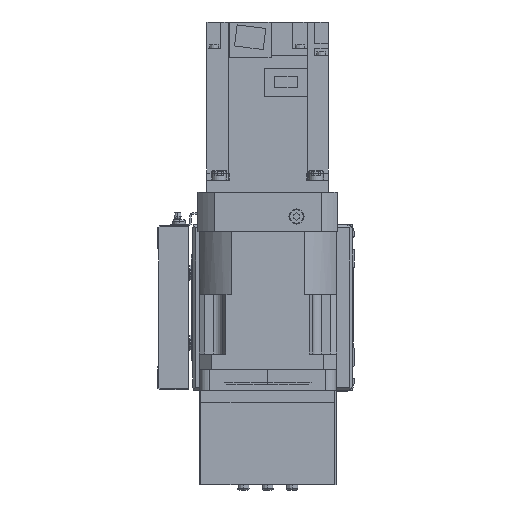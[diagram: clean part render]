
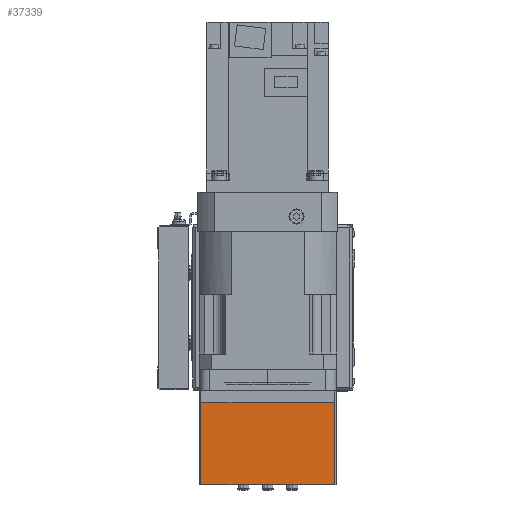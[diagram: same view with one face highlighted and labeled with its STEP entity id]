
A CAD part, left-side view. The second image highlights one B-rep face of the part: STEP entity #37339.
In plain terms, the highlighted planar face has unit normal (-1, 0, 0).
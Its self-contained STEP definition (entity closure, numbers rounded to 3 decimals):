
#1456 = CARTESIAN_POINT ( 'NONE',  ( -99.5, 100.1, -116.5 ) ) ;
#2797 = CARTESIAN_POINT ( 'NONE',  ( -99.5, 100.1, -116.5 ) ) ;
#3054 = DIRECTION ( 'NONE',  ( 0., 0., 1. ) ) ;
#3584 = CARTESIAN_POINT ( 'NONE',  ( -99.5, 100.1, -62.5 ) ) ;
#4089 = CARTESIAN_POINT ( 'NONE',  ( -99.5, 12.1, -116.5 ) ) ;
#4672 = PLANE ( 'NONE',  #42620 ) ;
#5361 = VERTEX_POINT ( 'NONE', #35458 ) ;
#7988 = ORIENTED_EDGE ( 'NONE', *, *, #12724, .T. ) ;
#10745 = ORIENTED_EDGE ( 'NONE', *, *, #11079, .T. ) ;
#11079 = EDGE_CURVE ( 'NONE', #26842, #5361, #38306, .T. ) ;
#12333 = CARTESIAN_POINT ( 'NONE',  ( -99.5, 12.1, -116.5 ) ) ;
#12380 = CARTESIAN_POINT ( 'NONE',  ( -99.5, 100.1, -116.5 ) ) ;
#12724 = EDGE_CURVE ( 'NONE', #50059, #26842, #28077, .T. ) ;
#12737 = VECTOR ( 'NONE', #3054, 1000. ) ;
#16928 = CARTESIAN_POINT ( 'NONE',  ( -99.5, 100.1, -62.5 ) ) ;
#17726 = ORIENTED_EDGE ( 'NONE', *, *, #27312, .F. ) ;
#18539 = DIRECTION ( 'NONE',  ( 0., -1., 0. ) ) ;
#19531 = DIRECTION ( 'NONE',  ( 0., 0., 1. ) ) ;
#19541 = LINE ( 'NONE', #3584, #29585 ) ;
#21442 = EDGE_CURVE ( 'NONE', #42354, #5361, #19541, .T. ) ;
#22798 = LINE ( 'NONE', #2797, #12737 ) ;
#23676 = VECTOR ( 'NONE', #27826, 1000. ) ;
#25159 = VECTOR ( 'NONE', #19531, 1000. ) ;
#26842 = VERTEX_POINT ( 'NONE', #12333 ) ;
#27312 = EDGE_CURVE ( 'NONE', #50059, #42354, #22798, .T. ) ;
#27467 = DIRECTION ( 'NONE',  ( -1., 0., 0. ) ) ;
#27709 = DIRECTION ( 'NONE',  ( 0., 0., 1. ) ) ;
#27826 = DIRECTION ( 'NONE',  ( 0., -1., 0. ) ) ;
#28077 = LINE ( 'NONE', #12380, #23676 ) ;
#29585 = VECTOR ( 'NONE', #18539, 1000. ) ;
#32259 = FACE_OUTER_BOUND ( 'NONE', #46238, .T. ) ;
#35458 = CARTESIAN_POINT ( 'NONE',  ( -99.5, 12.1, -62.5 ) ) ;
#37339 = ADVANCED_FACE ( 'NONE', ( #32259 ), #4672, .T. ) ;
#38306 = LINE ( 'NONE', #4089, #25159 ) ;
#40115 = CARTESIAN_POINT ( 'NONE',  ( -99.5, 100.1, -116.5 ) ) ;
#41688 = ORIENTED_EDGE ( 'NONE', *, *, #21442, .F. ) ;
#42354 = VERTEX_POINT ( 'NONE', #16928 ) ;
#42620 = AXIS2_PLACEMENT_3D ( 'NONE', #40115, #27467, #27709 ) ;
#46238 = EDGE_LOOP ( 'NONE', ( #10745, #41688, #17726, #7988 ) ) ;
#50059 = VERTEX_POINT ( 'NONE', #1456 ) ;
